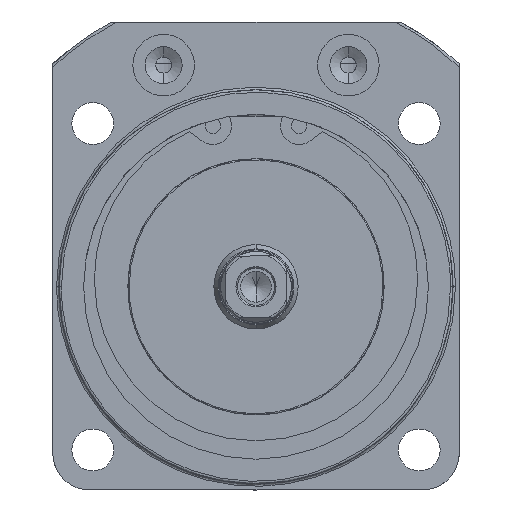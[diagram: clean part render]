
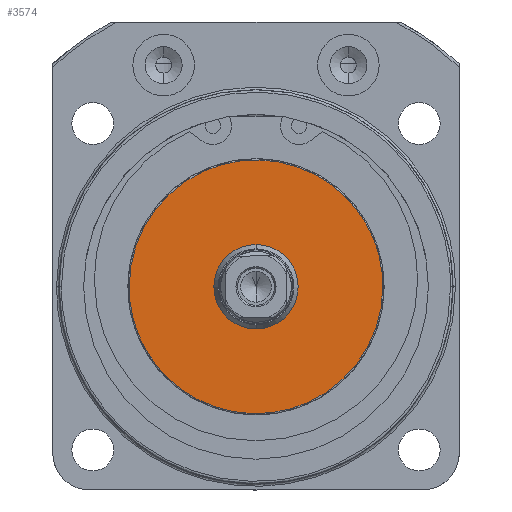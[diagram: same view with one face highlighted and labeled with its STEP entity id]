
A CAD part, front view. The second image highlights one B-rep face of the part: STEP entity #3574.
In plain terms, the highlighted planar face has unit normal (0, -1, 0).
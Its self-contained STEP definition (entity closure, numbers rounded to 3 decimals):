
#45 = EDGE_CURVE ( 'NONE', #4408, #4032, #2882, .T. ) ;
#703 = ORIENTED_EDGE ( 'NONE', *, *, #12506, .F. ) ;
#826 = ORIENTED_EDGE ( 'NONE', *, *, #6287, .F. ) ;
#829 = ORIENTED_EDGE ( 'NONE', *, *, #6296, .F. ) ;
#953 = ORIENTED_EDGE ( 'NONE', *, *, #45, .F. ) ;
#1395 =( BOUNDED_CURVE ( )  B_SPLINE_CURVE ( 3, ( #10652, #10653, #10657, #10658 ),
 .UNSPECIFIED., .F., .F. ) 
 B_SPLINE_CURVE_WITH_KNOTS ( ( 4, 4 ),
 ( 0., 1. ),
 .UNSPECIFIED. ) 
 CURVE ( )  GEOMETRIC_REPRESENTATION_ITEM ( )  RATIONAL_B_SPLINE_CURVE ( ( 1., 0.333, 0.333, 1. ) ) 
 REPRESENTATION_ITEM ( '' )  );
#1431 =( BOUNDED_CURVE ( )  B_SPLINE_CURVE ( 3, ( #9326, #9327, #9332, #9333 ),
 .UNSPECIFIED., .F., .F. ) 
 B_SPLINE_CURVE_WITH_KNOTS ( ( 4, 4 ),
 ( 0., 1. ),
 .UNSPECIFIED. ) 
 CURVE ( )  GEOMETRIC_REPRESENTATION_ITEM ( )  RATIONAL_B_SPLINE_CURVE ( ( 1., 0.333, 0.333, 1. ) ) 
 REPRESENTATION_ITEM ( '' )  );
#1727 = CARTESIAN_POINT ( 'NONE',  ( -20.6, -113.2, 0. ) ) ;
#1728 = CARTESIAN_POINT ( 'NONE',  ( 20.6, -113.2, 0. ) ) ;
#2161 = AXIS2_PLACEMENT_3D ( 'NONE', #3970, #3965, #3964 ) ;
#2882 = CIRCLE ( 'NONE', #12745, 6.85 ) ;
#3009 = VERTEX_POINT ( 'NONE', #1728 ) ;
#3010 = VERTEX_POINT ( 'NONE', #1727 ) ;
#3468 = FACE_OUTER_BOUND ( 'NONE', #5312, .T. ) ;
#3574 = ADVANCED_FACE ( 'NONE', ( #7984, #3468 ), #3967, .F. ) ;
#3964 = DIRECTION ( 'NONE',  ( -1., 0., 0. ) ) ;
#3965 = DIRECTION ( 'NONE',  ( 0., 1., 0. ) ) ;
#3967 = PLANE ( 'NONE',  #2161 ) ;
#3970 = CARTESIAN_POINT ( 'NONE',  ( -20.6, -113.2, 0. ) ) ;
#4032 = VERTEX_POINT ( 'NONE', #7109 ) ;
#4408 = VERTEX_POINT ( 'NONE', #7080 ) ;
#5027 = DIRECTION ( 'NONE',  ( 1., 0., 0. ) ) ;
#5028 = DIRECTION ( 'NONE',  ( 0., -1., 0. ) ) ;
#5029 = CARTESIAN_POINT ( 'NONE',  ( 0., -113.2, 0. ) ) ;
#5312 = EDGE_LOOP ( 'NONE', ( #703, #829 ) ) ;
#5325 = EDGE_LOOP ( 'NONE', ( #826, #953 ) ) ;
#6287 = EDGE_CURVE ( 'NONE', #4032, #4408, #8937, .T. ) ;
#6296 = EDGE_CURVE ( 'NONE', #3010, #3009, #1431, .T. ) ;
#7080 = CARTESIAN_POINT ( 'NONE',  ( -6.85, -113.2, 0. ) ) ;
#7109 = CARTESIAN_POINT ( 'NONE',  ( 6.85, -113.2, 0. ) ) ;
#7984 = FACE_BOUND ( 'NONE', #5325, .T. ) ;
#8393 = AXIS2_PLACEMENT_3D ( 'NONE', #9302, #9303, #9304 ) ;
#8937 = CIRCLE ( 'NONE', #8393, 6.85 ) ;
#9302 = CARTESIAN_POINT ( 'NONE',  ( 0., -113.2, 0. ) ) ;
#9303 = DIRECTION ( 'NONE',  ( 0., -1., 0. ) ) ;
#9304 = DIRECTION ( 'NONE',  ( 1., 0., 0. ) ) ;
#9326 = CARTESIAN_POINT ( 'NONE',  ( -20.6, -113.2, 0. ) ) ;
#9327 = CARTESIAN_POINT ( 'NONE',  ( -20.6, -113.2, 41.2 ) ) ;
#9332 = CARTESIAN_POINT ( 'NONE',  ( 20.6, -113.2, 41.2 ) ) ;
#9333 = CARTESIAN_POINT ( 'NONE',  ( 20.6, -113.2, 0. ) ) ;
#10652 = CARTESIAN_POINT ( 'NONE',  ( 20.6, -113.2, 0. ) ) ;
#10653 = CARTESIAN_POINT ( 'NONE',  ( 20.6, -113.2, -41.2 ) ) ;
#10657 = CARTESIAN_POINT ( 'NONE',  ( -20.6, -113.2, -41.2 ) ) ;
#10658 = CARTESIAN_POINT ( 'NONE',  ( -20.6, -113.2, 0. ) ) ;
#12506 = EDGE_CURVE ( 'NONE', #3009, #3010, #1395, .T. ) ;
#12745 = AXIS2_PLACEMENT_3D ( 'NONE', #5029, #5028, #5027 ) ;
